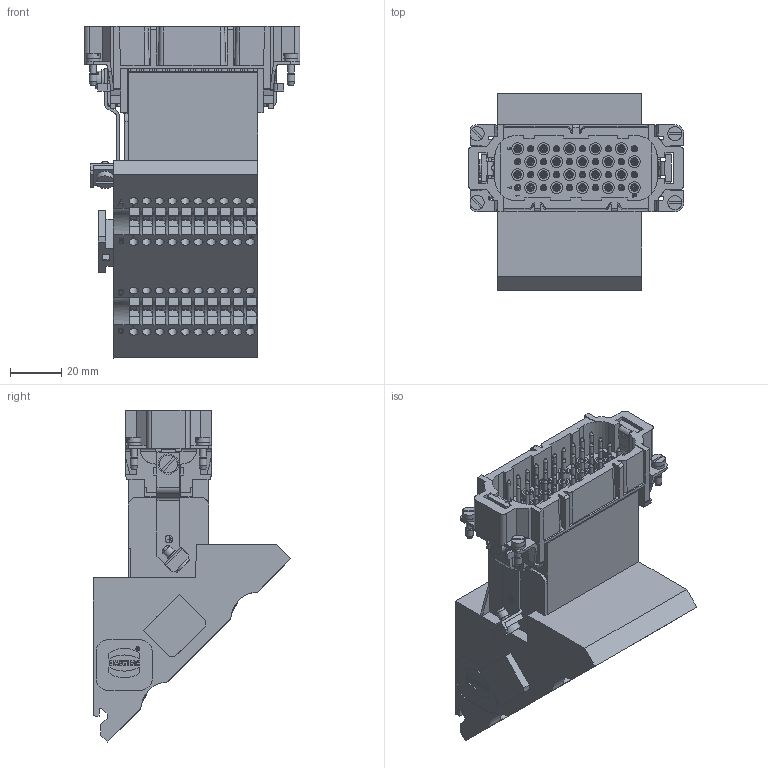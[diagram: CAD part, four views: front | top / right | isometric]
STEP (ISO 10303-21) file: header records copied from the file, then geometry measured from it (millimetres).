
FILE_DESCRIPTION(/* description */ (''),/* implementation_level */ '2;1');
FILE_NAME(/* name */ '100228419ugm000_c.stp',/* time_stamp */ '2019-08-23T11:04:44+02:00',/* author */ (''),/* organization */ (''),/* preprocessor_version */ 'ST-DEVELOPER v16.7',/* originating_system */ 'SIEMENS PLM Software NX 12.0',/* authorisation */ '');
FILE_SCHEMA (('AUTOMOTIVE_DESIGN { 1 0 10303 214 3 1 1 1 }'));
Products named in the file (1): 100228419ugm000_c
Bounding box: 84.5 x 77.54 x 130.08 mm (x, y, z)
Volume: 251423.2 mm3; surface area: 54116.8 mm2
Topology: 1 solids, 11 shells, 2347 faces, 6510 edges, 4622 vertices
Faces by surface type: plane 1570, cylinder 372, cone 181, extrusion 178, bspline 43, sphere 3
Full cylindrical faces by diameter (mm): 1.32 x1, 1.56 x1, 1.585 x40, 1.8 x40, 2.3 x1, 2.45 x41, 2.5 x4, 2.925 x2, 3 x26, 3.242 x1, 3.6 x40, 4 x1, 4.35 x1, 4.6 x20, 5.3 x4, 5.5 x4, 7 x2, 8 x1
Entity records: 80704 total; most frequent: CARTESIAN_POINT 16424, ORIENTED_EDGE 11404, DIRECTION 10685, EDGE_CURVE 5702, VECTOR 4199, LINE 4021, VERTEX_POINT 3972, AXIS2_PLACEMENT_3D 3243
